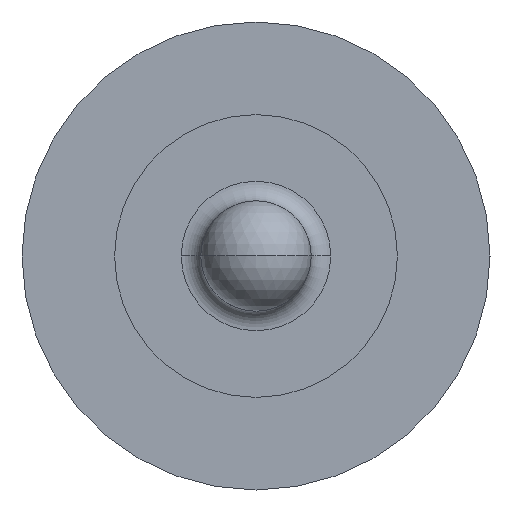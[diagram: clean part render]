
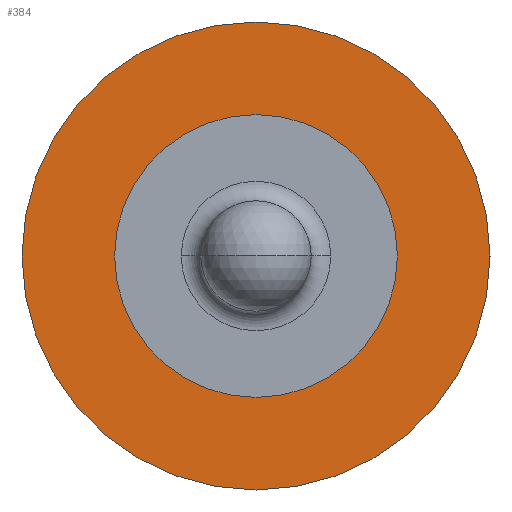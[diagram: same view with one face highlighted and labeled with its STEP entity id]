
A CAD part, left-side view. The second image highlights one B-rep face of the part: STEP entity #384.
In plain terms, the highlighted planar face has unit normal (-1, 0, 0).
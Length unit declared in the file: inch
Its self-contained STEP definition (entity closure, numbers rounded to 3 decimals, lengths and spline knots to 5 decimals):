
#6 = CARTESIAN_POINT ( 'NONE',  ( 0.07607, -0.03242, -0.00765 ) ) ;
#23 = EDGE_CURVE ( 'NONE', #177, #255, #299, .T. ) ;
#25 = CARTESIAN_POINT ( 'NONE',  ( 0.07607, -0.03242, -0.0219 ) ) ;
#28 = AXIS2_PLACEMENT_3D ( 'NONE', #644, #359, #139 ) ;
#37 = CIRCLE ( 'NONE', #286, 0.036 ) ;
#58 = VERTEX_POINT ( 'NONE', #6 ) ;
#59 = DIRECTION ( 'NONE',  ( 1., 0., 0. ) ) ;
#60 = FACE_BOUND ( 'NONE', #327, .T. ) ;
#67 = AXIS2_PLACEMENT_3D ( 'NONE', #122, #59, #112 ) ;
#78 = AXIS2_PLACEMENT_3D ( 'NONE', #706, #587, #702 ) ;
#101 = ORIENTED_EDGE ( 'NONE', *, *, #306, .T. ) ;
#103 = FACE_OUTER_BOUND ( 'NONE', #262, .T. ) ;
#111 = CIRCLE ( 'NONE', #67, 0.02175 ) ;
#112 = DIRECTION ( 'NONE',  ( 0., 0., -1. ) ) ;
#115 = ORIENTED_EDGE ( 'NONE', *, *, #23, .T. ) ;
#122 = CARTESIAN_POINT ( 'NONE',  ( 0.07607, -0.03242, -0.04365 ) ) ;
#139 = DIRECTION ( 'NONE',  ( 0., 0., -1. ) ) ;
#177 = VERTEX_POINT ( 'NONE', #634 ) ;
#182 = PLANE ( 'NONE',  #28 ) ;
#205 = EDGE_CURVE ( 'NONE', #350, #58, #37, .T. ) ;
#218 = CARTESIAN_POINT ( 'NONE',  ( 0.07607, -0.03242, -0.04365 ) ) ;
#234 = ORIENTED_EDGE ( 'NONE', *, *, #663, .T. ) ;
#251 = CARTESIAN_POINT ( 'NONE',  ( 0.07607, -0.03242, -0.07965 ) ) ;
#255 = VERTEX_POINT ( 'NONE', #25 ) ;
#262 = EDGE_LOOP ( 'NONE', ( #101, #521 ) ) ;
#286 = AXIS2_PLACEMENT_3D ( 'NONE', #412, #693, #344 ) ;
#299 = CIRCLE ( 'NONE', #626, 0.02175 ) ;
#306 = EDGE_CURVE ( 'NONE', #58, #350, #550, .T. ) ;
#327 = EDGE_LOOP ( 'NONE', ( #115, #234 ) ) ;
#344 = DIRECTION ( 'NONE',  ( 0., 0., 1. ) ) ;
#350 = VERTEX_POINT ( 'NONE', #251 ) ;
#359 = DIRECTION ( 'NONE',  ( 1., 0., 0. ) ) ;
#384 = ADVANCED_FACE ( 'NONE', ( #60, #103 ), #182, .F. ) ;
#412 = CARTESIAN_POINT ( 'NONE',  ( 0.07607, -0.03242, -0.04365 ) ) ;
#521 = ORIENTED_EDGE ( 'NONE', *, *, #205, .T. ) ;
#550 = CIRCLE ( 'NONE', #78, 0.036 ) ;
#568 = DIRECTION ( 'NONE',  ( 0., 0., -1. ) ) ;
#587 = DIRECTION ( 'NONE',  ( -1., 0., 0. ) ) ;
#626 = AXIS2_PLACEMENT_3D ( 'NONE', #218, #676, #568 ) ;
#634 = CARTESIAN_POINT ( 'NONE',  ( 0.07607, -0.03242, -0.0654 ) ) ;
#644 = CARTESIAN_POINT ( 'NONE',  ( 0.07607, -0.03242, -0.04365 ) ) ;
#663 = EDGE_CURVE ( 'NONE', #255, #177, #111, .T. ) ;
#676 = DIRECTION ( 'NONE',  ( 1., 0., 0. ) ) ;
#693 = DIRECTION ( 'NONE',  ( -1., 0., 0. ) ) ;
#702 = DIRECTION ( 'NONE',  ( 0., 0., 1. ) ) ;
#706 = CARTESIAN_POINT ( 'NONE',  ( 0.07607, -0.03242, -0.04365 ) ) ;
